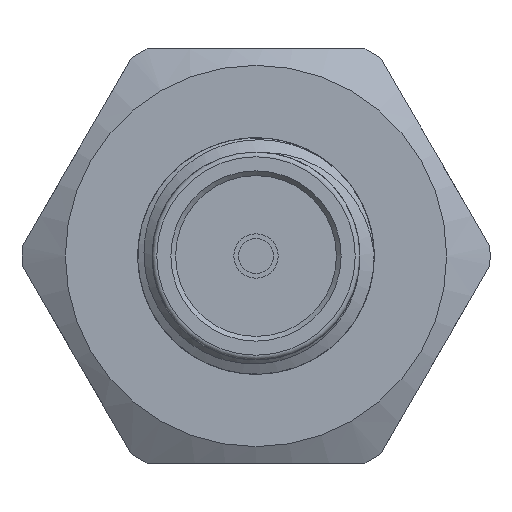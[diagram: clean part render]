
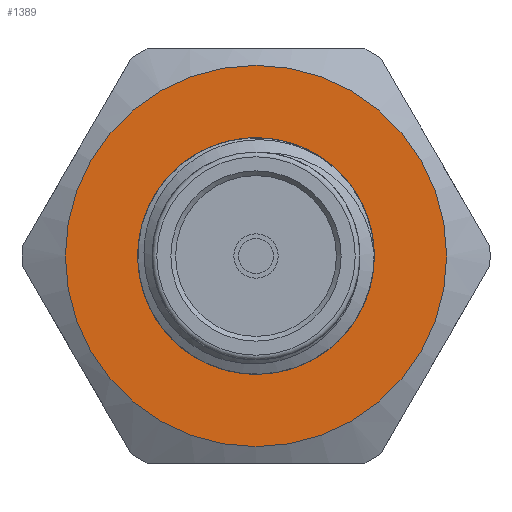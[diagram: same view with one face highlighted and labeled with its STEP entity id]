
A CAD part, left-side view. The second image highlights one B-rep face of the part: STEP entity #1389.
In plain terms, the highlighted planar face has unit normal (-1, 0, 0).
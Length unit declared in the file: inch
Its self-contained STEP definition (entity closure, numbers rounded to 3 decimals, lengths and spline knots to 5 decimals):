
#258 = PLANE ( 'NONE',  #3320 ) ;
#272 = CARTESIAN_POINT ( 'NONE',  ( 0.29921, 0.04921, 0. ) ) ;
#277 = EDGE_LOOP ( 'NONE', ( #1059 ) ) ;
#349 = FACE_BOUND ( 'NONE', #2673, .T. ) ;
#478 = EDGE_CURVE ( 'NONE', #2143, #2143, #672, .T. ) ;
#672 = CIRCLE ( 'NONE', #1221, 0.11489 ) ;
#867 = CARTESIAN_POINT ( 'NONE',  ( 0.29921, 0., 0.11489 ) ) ;
#964 = DIRECTION ( 'NONE',  ( 0., 0., 1. ) ) ;
#1059 = ORIENTED_EDGE ( 'NONE', *, *, #2049, .F. ) ;
#1155 = CARTESIAN_POINT ( 'NONE',  ( 0.29921, 0., -0.20158 ) ) ;
#1221 = AXIS2_PLACEMENT_3D ( 'NONE', #3392, #3084, #964 ) ;
#1389 = ADVANCED_FACE ( 'NONE', ( #349, #1666 ), #258, .T. ) ;
#1666 = FACE_OUTER_BOUND ( 'NONE', #277, .T. ) ;
#1684 = VERTEX_POINT ( 'NONE', #1155 ) ;
#1882 = DIRECTION ( 'NONE',  ( 0., 0., 1. ) ) ;
#2034 = ORIENTED_EDGE ( 'NONE', *, *, #478, .T. ) ;
#2049 = EDGE_CURVE ( 'NONE', #1684, #1684, #2868, .T. ) ;
#2143 = VERTEX_POINT ( 'NONE', #867 ) ;
#2671 = DIRECTION ( 'NONE',  ( 0., 0., -1. ) ) ;
#2673 = EDGE_LOOP ( 'NONE', ( #2034 ) ) ;
#2868 = CIRCLE ( 'NONE', #3236, 0.20158 ) ;
#3084 = DIRECTION ( 'NONE',  ( 1., 0., 0. ) ) ;
#3225 = DIRECTION ( 'NONE',  ( 1., 0., 0. ) ) ;
#3236 = AXIS2_PLACEMENT_3D ( 'NONE', #3238, #3225, #2671 ) ;
#3238 = CARTESIAN_POINT ( 'NONE',  ( 0.29921, 0., 0. ) ) ;
#3320 = AXIS2_PLACEMENT_3D ( 'NONE', #272, #3530, #1882 ) ;
#3392 = CARTESIAN_POINT ( 'NONE',  ( 0.29921, 0., 0. ) ) ;
#3530 = DIRECTION ( 'NONE',  ( -1., 0., 0. ) ) ;
